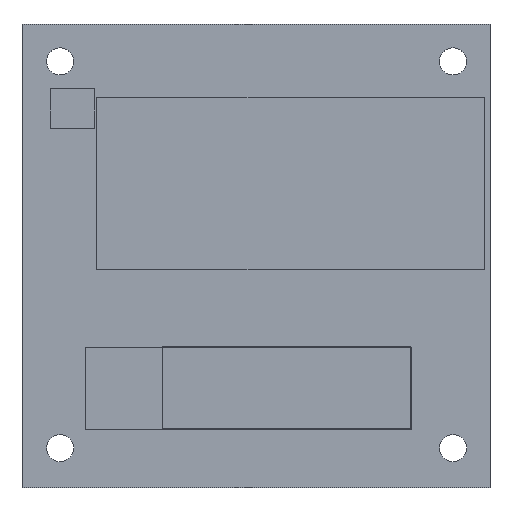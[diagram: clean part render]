
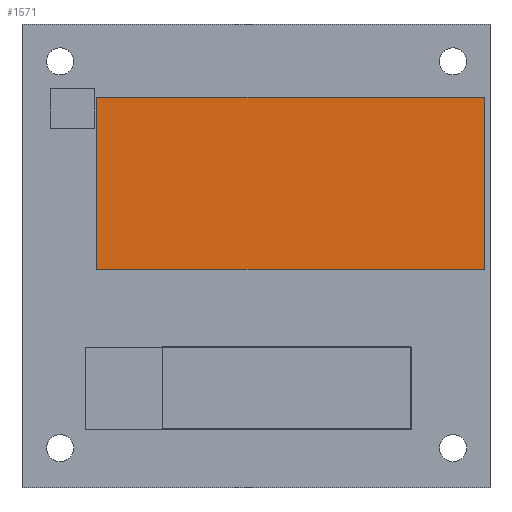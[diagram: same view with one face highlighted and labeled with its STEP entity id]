
A CAD part, top view. The second image highlights one B-rep face of the part: STEP entity #1571.
In plain terms, the highlighted planar face has unit normal (0, 0, 1).
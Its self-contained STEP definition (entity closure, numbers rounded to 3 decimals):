
#150=PLANE('',#1801);
#225=FACE_OUTER_BOUND('',#390,.T.);
#390=EDGE_LOOP('',(#1345,#1346,#1347,#1348));
#469=LINE('',#2598,#574);
#472=LINE('',#2604,#577);
#475=LINE('',#2610,#580);
#478=LINE('',#2614,#583);
#574=VECTOR('',#2181,10.);
#577=VECTOR('',#2186,10.);
#580=VECTOR('',#2191,10.);
#583=VECTOR('',#2196,10.);
#810=VERTEX_POINT('',#2595);
#811=VERTEX_POINT('',#2597);
#813=VERTEX_POINT('',#2603);
#815=VERTEX_POINT('',#2609);
#989=EDGE_CURVE('',#811,#810,#469,.T.);
#992=EDGE_CURVE('',#813,#811,#472,.T.);
#995=EDGE_CURVE('',#815,#813,#475,.T.);
#998=EDGE_CURVE('',#810,#815,#478,.T.);
#1345=ORIENTED_EDGE('',*,*,#998,.T.);
#1346=ORIENTED_EDGE('',*,*,#995,.T.);
#1347=ORIENTED_EDGE('',*,*,#992,.T.);
#1348=ORIENTED_EDGE('',*,*,#989,.T.);
#1571=ADVANCED_FACE('',(#225),#150,.T.);
#1801=AXIS2_PLACEMENT_3D('',#2615,#2197,#2198);
#2181=DIRECTION('',(-1.,0.,0.));
#2186=DIRECTION('',(0.,1.,0.));
#2191=DIRECTION('',(1.,0.,0.));
#2196=DIRECTION('',(0.,-1.,0.));
#2197=DIRECTION('center_axis',(0.,0.,1.));
#2198=DIRECTION('ref_axis',(1.,0.,0.));
#2595=CARTESIAN_POINT('',(-19.685,8.89,0.1));
#2597=CARTESIAN_POINT('',(20.32,8.89,0.1));
#2598=CARTESIAN_POINT('',(20.32,8.89,0.1));
#2603=CARTESIAN_POINT('',(20.32,-8.89,0.1));
#2604=CARTESIAN_POINT('',(20.32,-8.89,0.1));
#2609=CARTESIAN_POINT('',(-19.685,-8.89,0.1));
#2610=CARTESIAN_POINT('',(-19.685,-8.89,0.1));
#2614=CARTESIAN_POINT('',(-19.685,8.89,0.1));
#2615=CARTESIAN_POINT('Origin',(0.318,0.,0.1));
